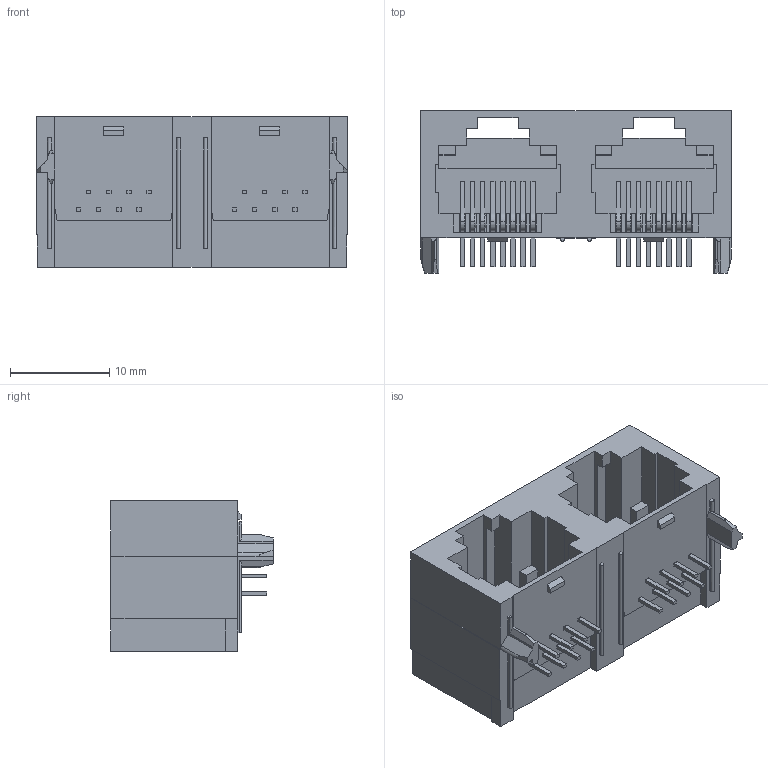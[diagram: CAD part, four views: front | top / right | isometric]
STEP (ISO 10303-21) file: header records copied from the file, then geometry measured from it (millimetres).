
FILE_DESCRIPTION(('STEP AP214'),'1');
FILE_NAME('5406526-1.stp','2019-11-05T02:50:55',('TraceParts'),('TraceParts S.A.'),'Spatial InterOp 3D',' ',' ');
FILE_SCHEMA(('AUTOMOTIVE_DESIGN { 1 0 10303 214 1 1 1 1 }'));
Length unit declared in the file: millimetre
Products named in the file (1): 5406526-1
Bounding box: 31.5 x 16.38 x 15.24 mm (x, y, z)
Volume: 3692.7 mm3; surface area: 3745.6 mm2
Topology: 1 solids, 1 shells, 574 faces, 1704 edges, 1136 vertices
Faces by surface type: plane 450, cylinder 124
Entity records: 19263 total; most frequent: CARTESIAN_POINT 3549, ORIENTED_EDGE 3408, DIRECTION 3106, EDGE_CURVE 1704, LINE 1416, VECTOR 1416, VERTEX_POINT 1136, AXIS2_PLACEMENT_3D 845
